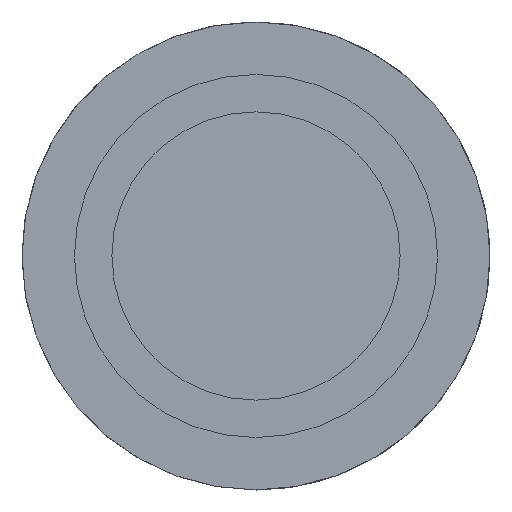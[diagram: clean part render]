
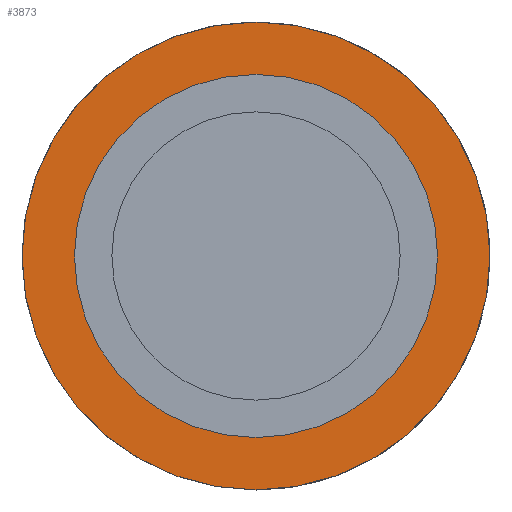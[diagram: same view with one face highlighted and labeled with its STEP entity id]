
A CAD part, top view. The second image highlights one B-rep face of the part: STEP entity #3873.
In plain terms, the highlighted planar face has unit normal (0, 0, 1).
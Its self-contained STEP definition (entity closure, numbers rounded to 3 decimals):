
#56=FACE_BOUND('',#547,.T.);
#99=PLANE('',#4219);
#327=FACE_OUTER_BOUND('',#546,.T.);
#546=EDGE_LOOP('',(#2976,#2977));
#547=EDGE_LOOP('',(#2978,#2979));
#816=CIRCLE('',#4217,9.7);
#817=CIRCLE('',#4218,9.7);
#818=CIRCLE('',#4220,12.5);
#819=CIRCLE('',#4221,12.5);
#1774=VERTEX_POINT('',#6759);
#1775=VERTEX_POINT('',#6761);
#1776=VERTEX_POINT('',#6765);
#1777=VERTEX_POINT('',#6766);
#2216=EDGE_CURVE('',#1775,#1774,#816,.T.);
#2217=EDGE_CURVE('',#1774,#1775,#817,.T.);
#2218=EDGE_CURVE('',#1776,#1777,#818,.T.);
#2219=EDGE_CURVE('',#1777,#1776,#819,.T.);
#2976=ORIENTED_EDGE('',*,*,#2218,.F.);
#2977=ORIENTED_EDGE('',*,*,#2219,.F.);
#2978=ORIENTED_EDGE('',*,*,#2216,.T.);
#2979=ORIENTED_EDGE('',*,*,#2217,.T.);
#3873=ADVANCED_FACE('',(#327,#56),#99,.T.);
#4217=AXIS2_PLACEMENT_3D('',#6762,#4804,#4805);
#4218=AXIS2_PLACEMENT_3D('',#6763,#4806,#4807);
#4219=AXIS2_PLACEMENT_3D('',#6764,#4808,#4809);
#4220=AXIS2_PLACEMENT_3D('',#6767,#4810,#4811);
#4221=AXIS2_PLACEMENT_3D('',#6768,#4812,#4813);
#4804=DIRECTION('center_axis',(0.,0.,
-1.));
#4805=DIRECTION('ref_axis',(0.,1.,0.));
#4806=DIRECTION('center_axis',(0.,0.,
-1.));
#4807=DIRECTION('ref_axis',(0.,1.,0.));
#4808=DIRECTION('center_axis',(0.,0.,
1.));
#4809=DIRECTION('ref_axis',(-1.,0.,0.));
#4810=DIRECTION('center_axis',(0.,0.,
-1.));
#4811=DIRECTION('ref_axis',(0.,1.,0.));
#4812=DIRECTION('center_axis',(0.,0.,
-1.));
#4813=DIRECTION('ref_axis',(0.,1.,0.));
#6759=CARTESIAN_POINT('',(-3.275,-4.727,-155.888));
#6761=CARTESIAN_POINT('',(-3.275,14.673,-155.888));
#6762=CARTESIAN_POINT('Origin',(-3.275,4.973,-155.888));
#6763=CARTESIAN_POINT('Origin',(-3.275,4.973,-155.888));
#6764=CARTESIAN_POINT('Origin',(-3.275,16.073,-155.888));
#6765=CARTESIAN_POINT('',(-3.275,17.473,-155.888));
#6766=CARTESIAN_POINT('',(-3.275,-7.527,-155.888));
#6767=CARTESIAN_POINT('Origin',(-3.275,4.973,-155.888));
#6768=CARTESIAN_POINT('Origin',(-3.275,4.973,-155.888));
